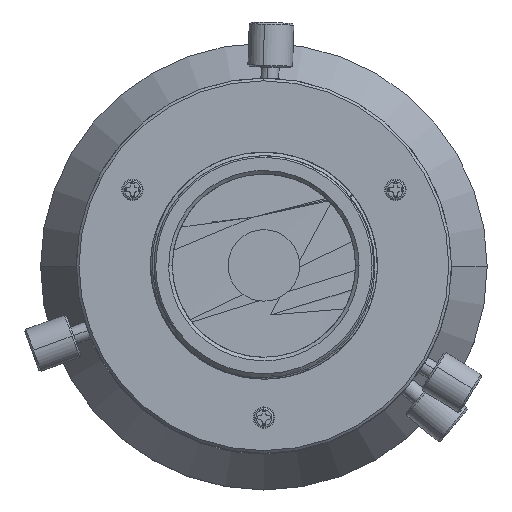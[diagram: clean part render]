
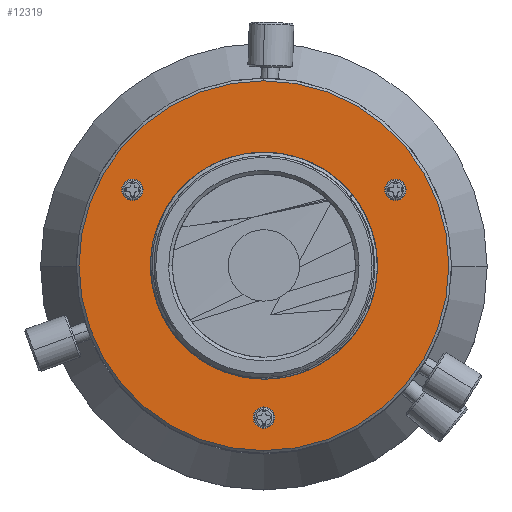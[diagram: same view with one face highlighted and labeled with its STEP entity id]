
A CAD part, top view. The second image highlights one B-rep face of the part: STEP entity #12319.
In plain terms, the highlighted face is planar.
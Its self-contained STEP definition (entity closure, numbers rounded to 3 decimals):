
#66 = EDGE_LOOP ( 'NONE', ( #23388, #19295 ) ) ;
#181 = CARTESIAN_POINT ( 'NONE',  ( 0., -2.674, -17. ) ) ;
#271 = DIRECTION ( 'NONE',  ( 0., 1., 0. ) ) ;
#430 = EDGE_CURVE ( 'NONE', #6023, #23362, #11174, .T. ) ;
#450 = DIRECTION ( 'NONE',  ( 0., 0., -1. ) ) ;
#560 = CIRCLE ( 'NONE', #28501, 1.2 ) ;
#1287 = CIRCLE ( 'NONE', #16699, 20.7 ) ;
#1605 = VERTEX_POINT ( 'NONE', #20526 ) ;
#2613 = CARTESIAN_POINT ( 'NONE',  ( 0., -2.674, -15.8 ) ) ;
#3605 = ORIENTED_EDGE ( 'NONE', *, *, #29345, .T. ) ;
#4437 = CARTESIAN_POINT ( 'NONE',  ( 14.722, -2.674, 7.3 ) ) ;
#4509 = CARTESIAN_POINT ( 'NONE',  ( -14.722, -2.674, 9.7 ) ) ;
#4980 = AXIS2_PLACEMENT_3D ( 'NONE', #7727, #7648, #7604 ) ;
#5333 = CIRCLE ( 'NONE', #24317, 1.2 ) ;
#5928 = EDGE_CURVE ( 'NONE', #1605, #36789, #12203, .T. ) ;
#6023 = VERTEX_POINT ( 'NONE', #35520 ) ;
#7604 = DIRECTION ( 'NONE',  ( 0., 0., -1. ) ) ;
#7648 = DIRECTION ( 'NONE',  ( 0., 1., 0. ) ) ;
#7727 = CARTESIAN_POINT ( 'NONE',  ( 0., -2.674, 0. ) ) ;
#9094 = VERTEX_POINT ( 'NONE', #4437 ) ;
#10402 = EDGE_CURVE ( 'NONE', #12496, #35086, #23000, .T. ) ;
#10440 = EDGE_CURVE ( 'NONE', #35086, #12496, #5333, .T. ) ;
#11174 = CIRCLE ( 'NONE', #26552, 12.1 ) ;
#12203 = CIRCLE ( 'NONE', #19830, 20.7 ) ;
#12319 = ADVANCED_FACE ( 'NONE', ( #24942, #27691, #37672, #23361, #17729 ), #37607, .T. ) ;
#12496 = VERTEX_POINT ( 'NONE', #29928 ) ;
#12662 = CARTESIAN_POINT ( 'NONE',  ( 0., -2.674, -12.1 ) ) ;
#12790 = DIRECTION ( 'NONE',  ( 0., 0., -1. ) ) ;
#13302 = VERTEX_POINT ( 'NONE', #37009 ) ;
#13643 = EDGE_LOOP ( 'NONE', ( #30836, #35552 ) ) ;
#13941 = DIRECTION ( 'NONE',  ( 0., 0., -1. ) ) ;
#14028 = DIRECTION ( 'NONE',  ( 0., 1., 0. ) ) ;
#14039 = CARTESIAN_POINT ( 'NONE',  ( -14.722, -2.674, 8.5 ) ) ;
#14748 = DIRECTION ( 'NONE',  ( 0., 0., 1. ) ) ;
#15109 = DIRECTION ( 'NONE',  ( 0., -1., 0. ) ) ;
#15294 = CARTESIAN_POINT ( 'NONE',  ( 0., -2.674, -20.7 ) ) ;
#15883 = DIRECTION ( 'NONE',  ( 0., 0., -1. ) ) ;
#16046 = DIRECTION ( 'NONE',  ( 0., 1., 0. ) ) ;
#16088 = CARTESIAN_POINT ( 'NONE',  ( -14.722, -2.674, 8.5 ) ) ;
#16699 = AXIS2_PLACEMENT_3D ( 'NONE', #25586, #25470, #25435 ) ;
#17004 = EDGE_LOOP ( 'NONE', ( #26040, #3605 ) ) ;
#17453 = CARTESIAN_POINT ( 'NONE',  ( 0., -2.674, 0. ) ) ;
#17729 = FACE_OUTER_BOUND ( 'NONE', #17004, .T. ) ;
#17957 = ORIENTED_EDGE ( 'NONE', *, *, #26499, .T. ) ;
#18268 = AXIS2_PLACEMENT_3D ( 'NONE', #16088, #16046, #15883 ) ;
#19295 = ORIENTED_EDGE ( 'NONE', *, *, #36391, .T. ) ;
#19755 = CIRCLE ( 'NONE', #22933, 1.2 ) ;
#19830 = AXIS2_PLACEMENT_3D ( 'NONE', #17453, #15109, #14748 ) ;
#20526 = CARTESIAN_POINT ( 'NONE',  ( 0., -2.674, 20.7 ) ) ;
#22933 = AXIS2_PLACEMENT_3D ( 'NONE', #33361, #33331, #33281 ) ;
#23000 = CIRCLE ( 'NONE', #18268, 1.2 ) ;
#23361 = FACE_BOUND ( 'NONE', #38184, .T. ) ;
#23362 = VERTEX_POINT ( 'NONE', #12662 ) ;
#23388 = ORIENTED_EDGE ( 'NONE', *, *, #28363, .T. ) ;
#24317 = AXIS2_PLACEMENT_3D ( 'NONE', #14039, #14028, #13941 ) ;
#24939 = DIRECTION ( 'NONE',  ( 0., 0., -1. ) ) ;
#24942 = FACE_BOUND ( 'NONE', #13643, .T. ) ;
#24952 = DIRECTION ( 'NONE',  ( 0., 1., 0. ) ) ;
#24986 = CARTESIAN_POINT ( 'NONE',  ( 0., -2.674, -17. ) ) ;
#25154 = ORIENTED_EDGE ( 'NONE', *, *, #430, .T. ) ;
#25435 = DIRECTION ( 'NONE',  ( 0., 0., 1. ) ) ;
#25470 = DIRECTION ( 'NONE',  ( 0., -1., 0. ) ) ;
#25586 = CARTESIAN_POINT ( 'NONE',  ( 0., -2.674, 0. ) ) ;
#25811 = DIRECTION ( 'NONE',  ( 0., 0., -1. ) ) ;
#25888 = DIRECTION ( 'NONE',  ( 0., 1., 0. ) ) ;
#25926 = CARTESIAN_POINT ( 'NONE',  ( 14.722, -2.674, 8.5 ) ) ;
#26040 = ORIENTED_EDGE ( 'NONE', *, *, #5928, .T. ) ;
#26429 = ORIENTED_EDGE ( 'NONE', *, *, #34047, .T. ) ;
#26499 = EDGE_CURVE ( 'NONE', #9094, #28944, #27515, .T. ) ;
#26552 = AXIS2_PLACEMENT_3D ( 'NONE', #32543, #32753, #32948 ) ;
#27093 = EDGE_CURVE ( 'NONE', #23362, #6023, #35732, .T. ) ;
#27339 = VERTEX_POINT ( 'NONE', #2613 ) ;
#27515 = CIRCLE ( 'NONE', #28212, 1.2 ) ;
#27691 = FACE_BOUND ( 'NONE', #31400, .T. ) ;
#28212 = AXIS2_PLACEMENT_3D ( 'NONE', #25926, #25888, #25811 ) ;
#28263 = AXIS2_PLACEMENT_3D ( 'NONE', #37901, #37816, #12790 ) ;
#28363 = EDGE_CURVE ( 'NONE', #13302, #27339, #28880, .T. ) ;
#28501 = AXIS2_PLACEMENT_3D ( 'NONE', #24986, #24952, #24939 ) ;
#28880 = CIRCLE ( 'NONE', #31771, 1.2 ) ;
#28944 = VERTEX_POINT ( 'NONE', #37388 ) ;
#29345 = EDGE_CURVE ( 'NONE', #36789, #1605, #1287, .T. ) ;
#29928 = CARTESIAN_POINT ( 'NONE',  ( -14.722, -2.674, 7.3 ) ) ;
#30836 = ORIENTED_EDGE ( 'NONE', *, *, #10402, .T. ) ;
#31400 = EDGE_LOOP ( 'NONE', ( #17957, #26429 ) ) ;
#31771 = AXIS2_PLACEMENT_3D ( 'NONE', #181, #271, #450 ) ;
#32543 = CARTESIAN_POINT ( 'NONE',  ( 0., -2.674, 0. ) ) ;
#32753 = DIRECTION ( 'NONE',  ( 0., 1., 0. ) ) ;
#32948 = DIRECTION ( 'NONE',  ( 0., 0., -1. ) ) ;
#33281 = DIRECTION ( 'NONE',  ( 0., 0., -1. ) ) ;
#33331 = DIRECTION ( 'NONE',  ( 0., 1., 0. ) ) ;
#33361 = CARTESIAN_POINT ( 'NONE',  ( 14.722, -2.674, 8.5 ) ) ;
#34047 = EDGE_CURVE ( 'NONE', #28944, #9094, #19755, .T. ) ;
#35086 = VERTEX_POINT ( 'NONE', #4509 ) ;
#35520 = CARTESIAN_POINT ( 'NONE',  ( 0., -2.674, 12.1 ) ) ;
#35552 = ORIENTED_EDGE ( 'NONE', *, *, #10440, .T. ) ;
#35732 = CIRCLE ( 'NONE', #4980, 12.1 ) ;
#36391 = EDGE_CURVE ( 'NONE', #27339, #13302, #560, .T. ) ;
#36789 = VERTEX_POINT ( 'NONE', #15294 ) ;
#37009 = CARTESIAN_POINT ( 'NONE',  ( 0., -2.674, -18.2 ) ) ;
#37109 = ORIENTED_EDGE ( 'NONE', *, *, #27093, .T. ) ;
#37388 = CARTESIAN_POINT ( 'NONE',  ( 14.722, -2.674, 9.7 ) ) ;
#37607 = PLANE ( 'NONE',  #28263 ) ;
#37672 = FACE_BOUND ( 'NONE', #66, .T. ) ;
#37816 = DIRECTION ( 'NONE',  ( 0., -1., 0. ) ) ;
#37901 = CARTESIAN_POINT ( 'NONE',  ( 0., -2.674, 0. ) ) ;
#38184 = EDGE_LOOP ( 'NONE', ( #37109, #25154 ) ) ;
